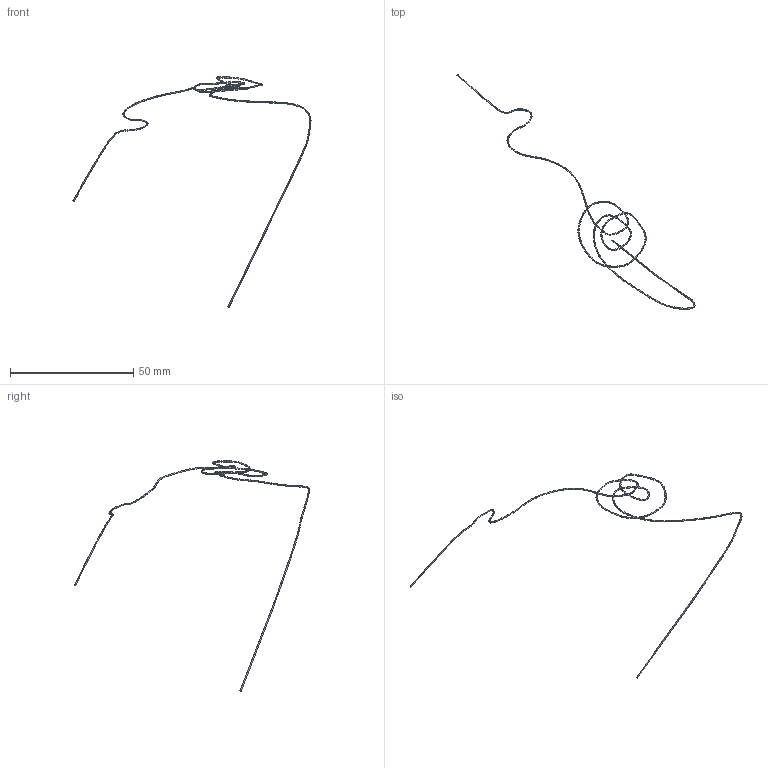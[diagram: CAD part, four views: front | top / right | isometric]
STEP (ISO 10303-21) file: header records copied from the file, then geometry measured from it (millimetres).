
FILE_DESCRIPTION(('STEP AP214'),'1');
FILE_NAME('Adult_DBS_09_Lead_Right.step','2024-02-05T22:23:53',(' '),('ANSOFT Corporation'),'Spatial InterOp 3D',' ',' ');
FILE_SCHEMA(('AUTOMOTIVE_DESIGN { 1 0 10303 214 1 1 1 1 }'));
Length unit declared in the file: millimetre
Products named in the file (1): Lead_right
Bounding box: 96.6 x 95.28 x 93.5 mm (x, y, z)
Volume: 84.3 mm3; surface area: 674.6 mm2
Topology: 1 solids, 1 shells, 508 faces, 1394 edges, 888 vertices
Faces by surface type: cylinder 506, plane 2
Entity records: 16518 total; most frequent: DIRECTION 3300, CARTESIAN_POINT 2791, ORIENTED_EDGE 2788, AXIS2_PLACEMENT_3D 1397, EDGE_CURVE 1394, VERTEX_POINT 888, ELLIPSE 870, ADVANCED_FACE 508
